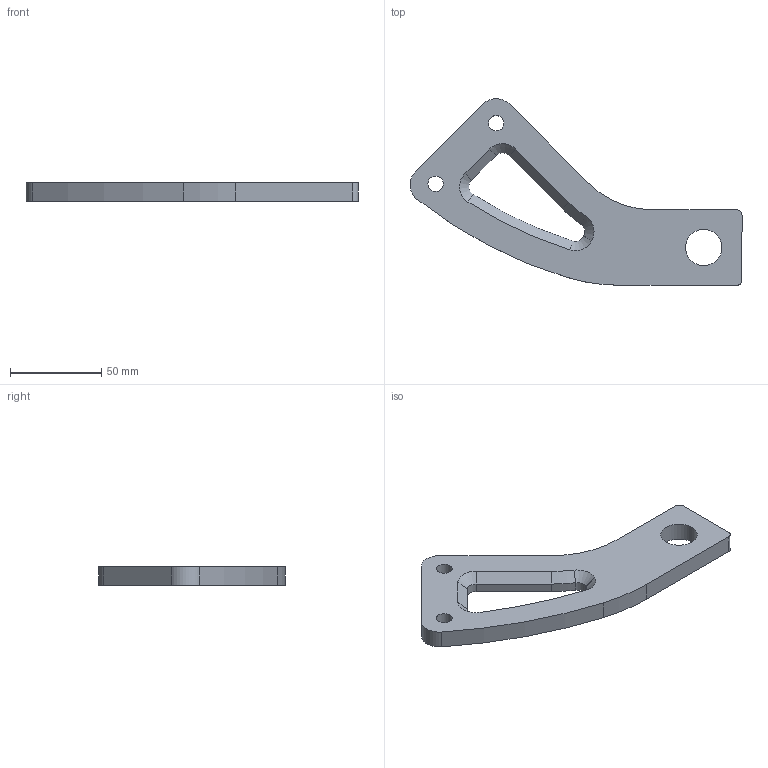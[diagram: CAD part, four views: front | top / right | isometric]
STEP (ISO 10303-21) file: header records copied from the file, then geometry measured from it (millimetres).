
FILE_DESCRIPTION(('STEP AP203'),'1');
FILE_NAME('bague arret axe.stp','2020-01-13T11:01:15',(' '),(' '),'Spatial InterOp 3D',' ',' ');
FILE_SCHEMA(('CONFIG_CONTROL_DESIGN'));
Length unit declared in the file: millimetre
Products named in the file (1): bague arret axe
Bounding box: 182.33 x 102.5 x 10 mm (x, y, z)
Volume: 75984.6 mm3; surface area: 22650.8 mm2
Topology: 1 solids, 1 shells, 35 faces, 90 edges, 57 vertices
Faces by surface type: cylinder 16, plane 13, cone 6
Full cylindrical faces by diameter (mm): 8.5 x2, 20 x1
Entity records: 1133 total; most frequent: DIRECTION 197, CARTESIAN_POINT 180, ORIENTED_EDGE 174, EDGE_CURVE 87, AXIS2_PLACEMENT_3D 74, VERTEX_POINT 57, LINE 49, VECTOR 49
